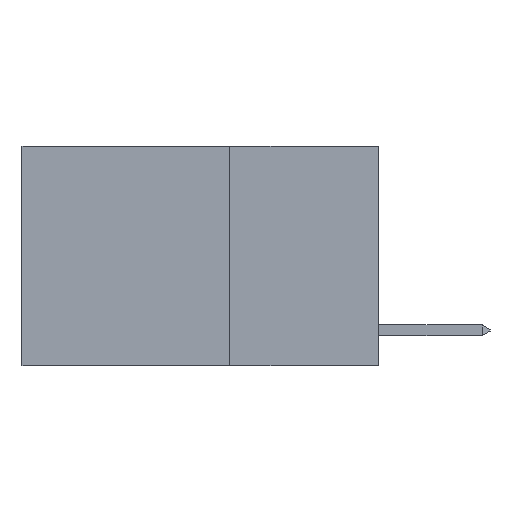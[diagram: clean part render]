
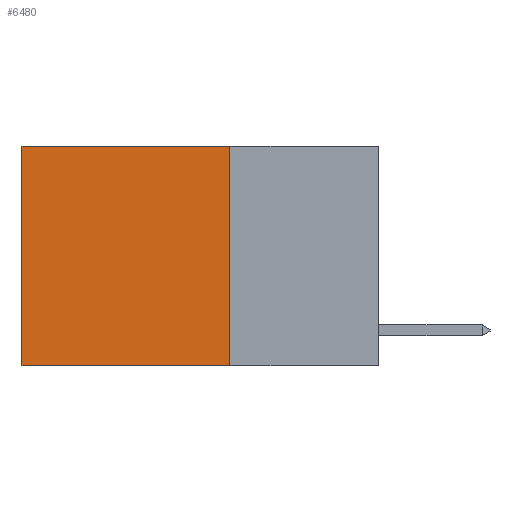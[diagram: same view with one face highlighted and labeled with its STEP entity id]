
A CAD part, left-side view. The second image highlights one B-rep face of the part: STEP entity #6480.
In plain terms, the highlighted planar face has unit normal (-1, 0, 0).
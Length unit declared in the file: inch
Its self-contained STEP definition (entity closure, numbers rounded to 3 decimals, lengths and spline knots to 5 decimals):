
#3 = DIRECTION ( 'NONE',  ( 1., 0., 0. ) ) ;
#5 = PLANE ( 'NONE',  #3361 ) ;
#101 = CARTESIAN_POINT ( 'NONE',  ( 0.2625, 0.25, 0. ) ) ;
#1057 = CARTESIAN_POINT ( 'NONE',  ( 0.2625, 0.6, 0. ) ) ;
#1521 = VECTOR ( 'NONE', #2200, 39.37008 ) ;
#1717 = VECTOR ( 'NONE', #2819, 39.37008 ) ;
#2190 = CARTESIAN_POINT ( 'NONE',  ( 0.2625, 0.25, 0. ) ) ;
#2200 = DIRECTION ( 'NONE',  ( 0., 1., 0. ) ) ;
#2819 = DIRECTION ( 'NONE',  ( 0., 0., -1. ) ) ;
#2918 = VECTOR ( 'NONE', #3082, 39.37008 ) ;
#3082 = DIRECTION ( 'NONE',  ( 0., 0., -1. ) ) ;
#3190 = EDGE_CURVE ( 'NONE', #4127, #8734, #11561, .T. ) ;
#3361 = AXIS2_PLACEMENT_3D ( 'NONE', #101, #3, #9656 ) ;
#3509 = EDGE_CURVE ( 'NONE', #5889, #4127, #7661, .T. ) ;
#3666 = ORIENTED_EDGE ( 'NONE', *, *, #7575, .T. ) ;
#3803 = CARTESIAN_POINT ( 'NONE',  ( 0.2625, 0.6, -0.37 ) ) ;
#3818 = LINE ( 'NONE', #5474, #1717 ) ;
#3842 = CARTESIAN_POINT ( 'NONE',  ( 0.2625, 0.25, 0. ) ) ;
#4127 = VERTEX_POINT ( 'NONE', #9233 ) ;
#5474 = CARTESIAN_POINT ( 'NONE',  ( 0.2625, 0.6, 0. ) ) ;
#5580 = FACE_OUTER_BOUND ( 'NONE', #9046, .T. ) ;
#5726 = CARTESIAN_POINT ( 'NONE',  ( 0.2625, 0.25, 0. ) ) ;
#5889 = VERTEX_POINT ( 'NONE', #3842 ) ;
#6480 = ADVANCED_FACE ( 'NONE', ( #5580 ), #5, .F. ) ;
#7532 = ORIENTED_EDGE ( 'NONE', *, *, #3509, .F. ) ;
#7575 = EDGE_CURVE ( 'NONE', #5889, #8022, #8649, .T. ) ;
#7661 = LINE ( 'NONE', #2190, #2918 ) ;
#8022 = VERTEX_POINT ( 'NONE', #1057 ) ;
#8649 = LINE ( 'NONE', #5726, #1521 ) ;
#8734 = VERTEX_POINT ( 'NONE', #3803 ) ;
#9046 = EDGE_LOOP ( 'NONE', ( #11509, #10090, #7532, #3666 ) ) ;
#9100 = DIRECTION ( 'NONE',  ( 0., 1., 0. ) ) ;
#9233 = CARTESIAN_POINT ( 'NONE',  ( 0.2625, 0.25, -0.37 ) ) ;
#9504 = VECTOR ( 'NONE', #9100, 39.37008 ) ;
#9656 = DIRECTION ( 'NONE',  ( 0., 0., -1. ) ) ;
#10090 = ORIENTED_EDGE ( 'NONE', *, *, #3190, .F. ) ;
#10604 = EDGE_CURVE ( 'NONE', #8022, #8734, #3818, .T. ) ;
#10924 = CARTESIAN_POINT ( 'NONE',  ( 0.2625, 0.25, -0.37 ) ) ;
#11509 = ORIENTED_EDGE ( 'NONE', *, *, #10604, .T. ) ;
#11561 = LINE ( 'NONE', #10924, #9504 ) ;
